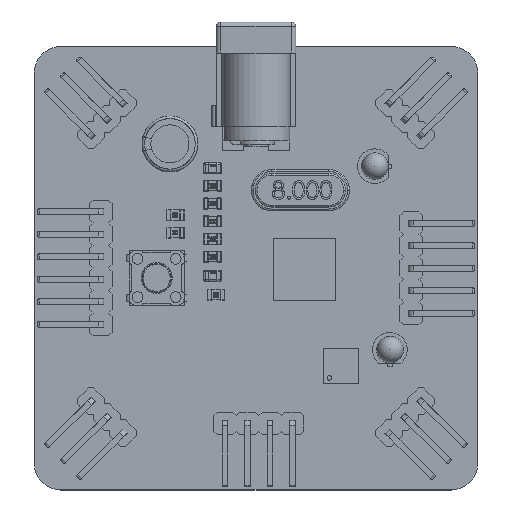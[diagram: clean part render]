
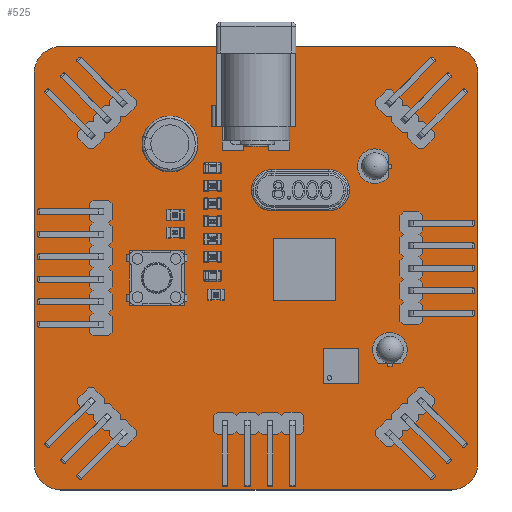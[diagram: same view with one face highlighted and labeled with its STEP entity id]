
A CAD part, top view. The second image highlights one B-rep face of the part: STEP entity #525.
In plain terms, the highlighted planar face has unit normal (0, 0, 1).
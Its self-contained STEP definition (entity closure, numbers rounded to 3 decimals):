
#260 = VERTEX_POINT('',#261);
#261 = CARTESIAN_POINT('',(0.,3.,0.411));
#267 = EDGE_CURVE('',#260,#268,#270,.T.);
#268 = VERTEX_POINT('',#269);
#269 = CARTESIAN_POINT('',(0.,47.,0.411));
#270 = LINE('',#271,#272);
#271 = CARTESIAN_POINT('',(0.,3.,0.411));
#272 = VECTOR('',#273,1.);
#273 = DIRECTION('',(0.,1.,0.));
#298 = EDGE_CURVE('',#268,#299,#301,.T.);
#299 = VERTEX_POINT('',#300);
#300 = CARTESIAN_POINT('',(3.,50.,0.411));
#301 = CIRCLE('',#302,3.001);
#302 = AXIS2_PLACEMENT_3D('',#303,#304,#305);
#303 = CARTESIAN_POINT('',(3.001,46.999,0.411));
#304 = DIRECTION('',(0.,0.,-1.));
#305 = DIRECTION('',(-1.,0.,0.));
#331 = EDGE_CURVE('',#299,#332,#334,.T.);
#332 = VERTEX_POINT('',#333);
#333 = CARTESIAN_POINT('',(47.,50.,0.411));
#334 = LINE('',#335,#336);
#335 = CARTESIAN_POINT('',(3.,50.,0.411));
#336 = VECTOR('',#337,1.);
#337 = DIRECTION('',(1.,0.,0.));
#362 = EDGE_CURVE('',#332,#363,#365,.T.);
#363 = VERTEX_POINT('',#364);
#364 = CARTESIAN_POINT('',(50.,47.,0.411));
#365 = CIRCLE('',#366,3.001);
#366 = AXIS2_PLACEMENT_3D('',#367,#368,#369);
#367 = CARTESIAN_POINT('',(46.999,46.999,0.411));
#368 = DIRECTION('',(0.,0.,-1.));
#369 = DIRECTION('',(0.,1.,0.));
#395 = EDGE_CURVE('',#363,#396,#398,.T.);
#396 = VERTEX_POINT('',#397);
#397 = CARTESIAN_POINT('',(50.,3.,0.411));
#398 = LINE('',#399,#400);
#399 = CARTESIAN_POINT('',(50.,47.,0.411));
#400 = VECTOR('',#401,1.);
#401 = DIRECTION('',(0.,-1.,0.));
#426 = EDGE_CURVE('',#396,#427,#429,.T.);
#427 = VERTEX_POINT('',#428);
#428 = CARTESIAN_POINT('',(47.,0.,0.411));
#429 = CIRCLE('',#430,3.001);
#430 = AXIS2_PLACEMENT_3D('',#431,#432,#433);
#431 = CARTESIAN_POINT('',(46.999,3.001,0.411));
#432 = DIRECTION('',(0.,0.,-1.));
#433 = DIRECTION('',(1.,0.,0.));
#459 = EDGE_CURVE('',#427,#460,#462,.T.);
#460 = VERTEX_POINT('',#461);
#461 = CARTESIAN_POINT('',(3.,0.,0.411));
#462 = LINE('',#463,#464);
#463 = CARTESIAN_POINT('',(47.,0.,0.411));
#464 = VECTOR('',#465,1.);
#465 = DIRECTION('',(-1.,0.,0.));
#490 = EDGE_CURVE('',#460,#260,#491,.T.);
#491 = CIRCLE('',#492,3.001);
#492 = AXIS2_PLACEMENT_3D('',#493,#494,#495);
#493 = CARTESIAN_POINT('',(3.001,3.001,0.411));
#494 = DIRECTION('',(0.,0.,-1.));
#495 = DIRECTION('',(0.,-1.,0.));
#525 = ADVANCED_FACE('',(#526),#536,.T.);
#526 = FACE_BOUND('',#527,.F.);
#527 = EDGE_LOOP('',(#528,#529,#530,#531,#532,#533,#534,#535));
#528 = ORIENTED_EDGE('',*,*,#267,.T.);
#529 = ORIENTED_EDGE('',*,*,#298,.T.);
#530 = ORIENTED_EDGE('',*,*,#331,.T.);
#531 = ORIENTED_EDGE('',*,*,#362,.T.);
#532 = ORIENTED_EDGE('',*,*,#395,.T.);
#533 = ORIENTED_EDGE('',*,*,#426,.T.);
#534 = ORIENTED_EDGE('',*,*,#459,.T.);
#535 = ORIENTED_EDGE('',*,*,#490,.T.);
#536 = PLANE('',#537);
#537 = AXIS2_PLACEMENT_3D('',#538,#539,#540);
#538 = CARTESIAN_POINT('',(0.,3.,0.411));
#539 = DIRECTION('',(0.,0.,1.));
#540 = DIRECTION('',(1.,0.,0.));
